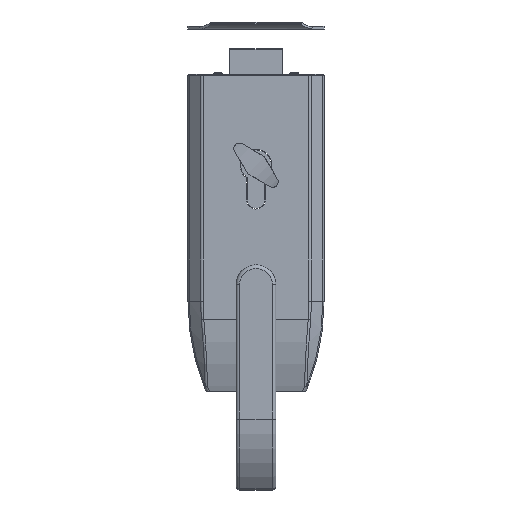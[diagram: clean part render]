
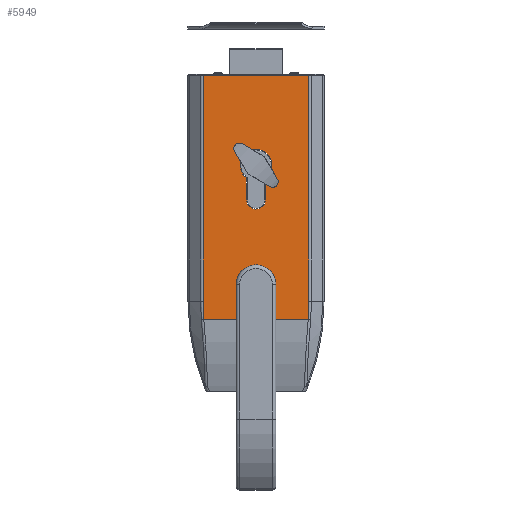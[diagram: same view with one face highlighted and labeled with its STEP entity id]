
A CAD part, left-side view. The second image highlights one B-rep face of the part: STEP entity #5949.
In plain terms, the highlighted planar face has unit normal (-1, 0, 0).
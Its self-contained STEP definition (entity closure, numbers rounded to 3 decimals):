
#302 = CARTESIAN_POINT ( 'NONE',  ( -18., -5.25, -19. ) ) ;
#558 = ORIENTED_EDGE ( 'NONE', *, *, #18556, .T. ) ;
#798 = CIRCLE ( 'NONE', #19553, 9.1 ) ;
#894 = CARTESIAN_POINT ( 'NONE',  ( -18., -28.798, -85. ) ) ;
#1223 = ORIENTED_EDGE ( 'NONE', *, *, #5233, .F. ) ;
#1365 = VERTEX_POINT ( 'NONE', #6264 ) ;
#1686 = CARTESIAN_POINT ( 'NONE',  ( -18., 0., 0. ) ) ;
#2643 = CARTESIAN_POINT ( 'NONE',  ( -18., -5.25, -19. ) ) ;
#2691 = CARTESIAN_POINT ( 'NONE',  ( -18., 29.212, -78.339 ) ) ;
#2752 = CARTESIAN_POINT ( 'NONE',  ( -18., 92.5, -75. ) ) ;
#2840 = VERTEX_POINT ( 'NONE', #4424 ) ;
#3106 = DIRECTION ( 'NONE',  ( 0., 1., 0. ) ) ;
#4155 = EDGE_CURVE ( 'NONE', #8687, #1365, #13615, .T. ) ;
#4424 = CARTESIAN_POINT ( 'NONE',  ( -18., 29.212, -75. ) ) ;
#4622 = DIRECTION ( 'NONE',  ( -1., 0., 0. ) ) ;
#4741 = VERTEX_POINT ( 'NONE', #12651 ) ;
#5084 = CARTESIAN_POINT ( 'NONE',  ( -18., -29.212, -75. ) ) ;
#5165 = CARTESIAN_POINT ( 'NONE',  ( -18., -29.073, -81.672 ) ) ;
#5233 = EDGE_CURVE ( 'NONE', #14425, #4741, #21196, .T. ) ;
#5247 = CARTESIAN_POINT ( 'NONE',  ( -18., -29.212, -78.339 ) ) ;
#5385 = AXIS2_PLACEMENT_3D ( 'NONE', #9388, #23325, #23514 ) ;
#5410 = ORIENTED_EDGE ( 'NONE', *, *, #14364, .T. ) ;
#5424 = DIRECTION ( 'NONE',  ( 0., 1., 0. ) ) ;
#5518 = DIRECTION ( 'NONE',  ( 0., 0., -1. ) ) ;
#5629 = LINE ( 'NONE', #19904, #25303 ) ;
#5694 = CARTESIAN_POINT ( 'NONE',  ( -18., 29.212, -75. ) ) ;
#5949 = ADVANCED_FACE ( 'NONE', ( #10727, #12918, #17686 ), #14933, .F. ) ;
#6184 = B_SPLINE_CURVE_WITH_KNOTS ( 'NONE', 3,
 ( #894, #5165, #5247, #5084 ),
 .UNSPECIFIED., .F., .F.,
 ( 4, 4 ),
 ( 0., 0.01 ),
 .UNSPECIFIED. ) ;
#6264 = CARTESIAN_POINT ( 'NONE',  ( -18., -5.25, -7. ) ) ;
#7103 = DIRECTION ( 'NONE',  ( 0., 0., -1. ) ) ;
#7361 = DIRECTION ( 'NONE',  ( 0., 0., 1. ) ) ;
#7408 = DIRECTION ( 'NONE',  ( 0., 0., 1. ) ) ;
#7621 = EDGE_LOOP ( 'NONE', ( #5410, #14352, #10191, #558, #9782, #25746 ) ) ;
#7672 = CIRCLE ( 'NONE', #5385, 9.1 ) ;
#7833 = LINE ( 'NONE', #21105, #10044 ) ;
#8658 = VECTOR ( 'NONE', #5518, 1000. ) ;
#8670 = VERTEX_POINT ( 'NONE', #8772 ) ;
#8687 = VERTEX_POINT ( 'NONE', #2643 ) ;
#8733 = CARTESIAN_POINT ( 'NONE',  ( -18., 29.212, -75. ) ) ;
#8772 = CARTESIAN_POINT ( 'NONE',  ( -18., 0., -56.9 ) ) ;
#8883 = VERTEX_POINT ( 'NONE', #10206 ) ;
#9075 = AXIS2_PLACEMENT_3D ( 'NONE', #19504, #11095, #7361 ) ;
#9345 = CARTESIAN_POINT ( 'NONE',  ( -18., -28.798, -85. ) ) ;
#9388 = CARTESIAN_POINT ( 'NONE',  ( -18., 0., -66. ) ) ;
#9532 = AXIS2_PLACEMENT_3D ( 'NONE', #2752, #21304, #7103 ) ;
#9597 = ORIENTED_EDGE ( 'NONE', *, *, #20104, .F. ) ;
#9710 = LINE ( 'NONE', #11581, #17943 ) ;
#9782 = ORIENTED_EDGE ( 'NONE', *, *, #11091, .F. ) ;
#10044 = VECTOR ( 'NONE', #16947, 1000. ) ;
#10191 = ORIENTED_EDGE ( 'NONE', *, *, #17765, .T. ) ;
#10206 = CARTESIAN_POINT ( 'NONE',  ( -18., 0., -75.1 ) ) ;
#10453 = ORIENTED_EDGE ( 'NONE', *, *, #4155, .F. ) ;
#10727 = FACE_BOUND ( 'NONE', #24751, .T. ) ;
#11091 = EDGE_CURVE ( 'NONE', #12654, #23025, #14238, .T. ) ;
#11095 = DIRECTION ( 'NONE',  ( -1., 0., 0. ) ) ;
#11581 = CARTESIAN_POINT ( 'NONE',  ( -18., -29.212, -75. ) ) ;
#11612 = EDGE_CURVE ( 'NONE', #24226, #20934, #5629, .T. ) ;
#12283 = EDGE_CURVE ( 'NONE', #4741, #21056, #7833, .T. ) ;
#12518 = CIRCLE ( 'NONE', #9075, 5.25 ) ;
#12651 = CARTESIAN_POINT ( 'NONE',  ( -18., 5.25, -7. ) ) ;
#12654 = VERTEX_POINT ( 'NONE', #9345 ) ;
#12829 = VERTEX_POINT ( 'NONE', #24375 ) ;
#12918 = FACE_BOUND ( 'NONE', #13637, .T. ) ;
#13408 = AXIS2_PLACEMENT_3D ( 'NONE', #22831, #4622, #18819 ) ;
#13615 = LINE ( 'NONE', #302, #16482 ) ;
#13637 = EDGE_LOOP ( 'NONE', ( #17484, #10453, #24766, #25738, #1223 ) ) ;
#13850 = DIRECTION ( 'NONE',  ( -1., 0., 0. ) ) ;
#13938 = CARTESIAN_POINT ( 'NONE',  ( -18., 0., -66. ) ) ;
#13958 = EDGE_CURVE ( 'NONE', #1365, #14425, #19846, .T. ) ;
#14238 = LINE ( 'NONE', #23375, #25021 ) ;
#14352 = ORIENTED_EDGE ( 'NONE', *, *, #11612, .T. ) ;
#14364 = EDGE_CURVE ( 'NONE', #12829, #24226, #9710, .T. ) ;
#14425 = VERTEX_POINT ( 'NONE', #19558 ) ;
#14933 = PLANE ( 'NONE',  #9532 ) ;
#15272 = CARTESIAN_POINT ( 'NONE',  ( -18., 29.212, 49.5 ) ) ;
#16482 = VECTOR ( 'NONE', #18310, 1000. ) ;
#16660 = EDGE_CURVE ( 'NONE', #12654, #12829, #6184, .T. ) ;
#16947 = DIRECTION ( 'NONE',  ( 0., 0., -1. ) ) ;
#17192 = CARTESIAN_POINT ( 'NONE',  ( -18., 5.25, -19. ) ) ;
#17484 = ORIENTED_EDGE ( 'NONE', *, *, #13958, .F. ) ;
#17686 = FACE_OUTER_BOUND ( 'NONE', #7621, .T. ) ;
#17765 = EDGE_CURVE ( 'NONE', #20934, #2840, #25797, .T. ) ;
#17943 = VECTOR ( 'NONE', #7408, 1000. ) ;
#18310 = DIRECTION ( 'NONE',  ( 0., 0., 1. ) ) ;
#18556 = EDGE_CURVE ( 'NONE', #2840, #23025, #24559, .T. ) ;
#18819 = DIRECTION ( 'NONE',  ( 0., 0., 1. ) ) ;
#18821 = ORIENTED_EDGE ( 'NONE', *, *, #25575, .F. ) ;
#19020 = CARTESIAN_POINT ( 'NONE',  ( -18., -29.212, 49.5 ) ) ;
#19504 = CARTESIAN_POINT ( 'NONE',  ( -18., 0., -19. ) ) ;
#19553 = AXIS2_PLACEMENT_3D ( 'NONE', #13938, #23625, #20141 ) ;
#19558 = CARTESIAN_POINT ( 'NONE',  ( -18., 0., 8.75 ) ) ;
#19846 = CIRCLE ( 'NONE', #26192, 8.75 ) ;
#19904 = CARTESIAN_POINT ( 'NONE',  ( -18., 29.212, 49.5 ) ) ;
#20104 = EDGE_CURVE ( 'NONE', #8670, #8883, #798, .T. ) ;
#20141 = DIRECTION ( 'NONE',  ( 0., 0., 1. ) ) ;
#20934 = VERTEX_POINT ( 'NONE', #15272 ) ;
#21026 = EDGE_CURVE ( 'NONE', #21056, #8687, #12518, .T. ) ;
#21056 = VERTEX_POINT ( 'NONE', #17192 ) ;
#21105 = CARTESIAN_POINT ( 'NONE',  ( -18., 5.25, -19. ) ) ;
#21196 = CIRCLE ( 'NONE', #13408, 8.75 ) ;
#21304 = DIRECTION ( 'NONE',  ( 1., 0., 0. ) ) ;
#22258 = DIRECTION ( 'NONE',  ( 0., 0., 1. ) ) ;
#22831 = CARTESIAN_POINT ( 'NONE',  ( -18., 0., 0. ) ) ;
#22944 = CARTESIAN_POINT ( 'NONE',  ( -18., 29.073, -81.672 ) ) ;
#23025 = VERTEX_POINT ( 'NONE', #23578 ) ;
#23325 = DIRECTION ( 'NONE',  ( -1., 0., 0. ) ) ;
#23375 = CARTESIAN_POINT ( 'NONE',  ( -18., -37.52, -85. ) ) ;
#23514 = DIRECTION ( 'NONE',  ( 0., 0., 1. ) ) ;
#23578 = CARTESIAN_POINT ( 'NONE',  ( -18., 28.798, -85. ) ) ;
#23625 = DIRECTION ( 'NONE',  ( -1., 0., 0. ) ) ;
#24226 = VERTEX_POINT ( 'NONE', #19020 ) ;
#24375 = CARTESIAN_POINT ( 'NONE',  ( -18., -29.212, -75. ) ) ;
#24559 = B_SPLINE_CURVE_WITH_KNOTS ( 'NONE', 3,
 ( #8733, #2691, #22944, #25233 ),
 .UNSPECIFIED., .F., .F.,
 ( 4, 4 ),
 ( 0., 0.01 ),
 .UNSPECIFIED. ) ;
#24751 = EDGE_LOOP ( 'NONE', ( #9597, #18821 ) ) ;
#24766 = ORIENTED_EDGE ( 'NONE', *, *, #21026, .F. ) ;
#25021 = VECTOR ( 'NONE', #3106, 1000. ) ;
#25233 = CARTESIAN_POINT ( 'NONE',  ( -18., 28.798, -85. ) ) ;
#25303 = VECTOR ( 'NONE', #5424, 1000. ) ;
#25575 = EDGE_CURVE ( 'NONE', #8883, #8670, #7672, .T. ) ;
#25738 = ORIENTED_EDGE ( 'NONE', *, *, #12283, .F. ) ;
#25746 = ORIENTED_EDGE ( 'NONE', *, *, #16660, .T. ) ;
#25797 = LINE ( 'NONE', #5694, #8658 ) ;
#26192 = AXIS2_PLACEMENT_3D ( 'NONE', #1686, #13850, #22258 ) ;
